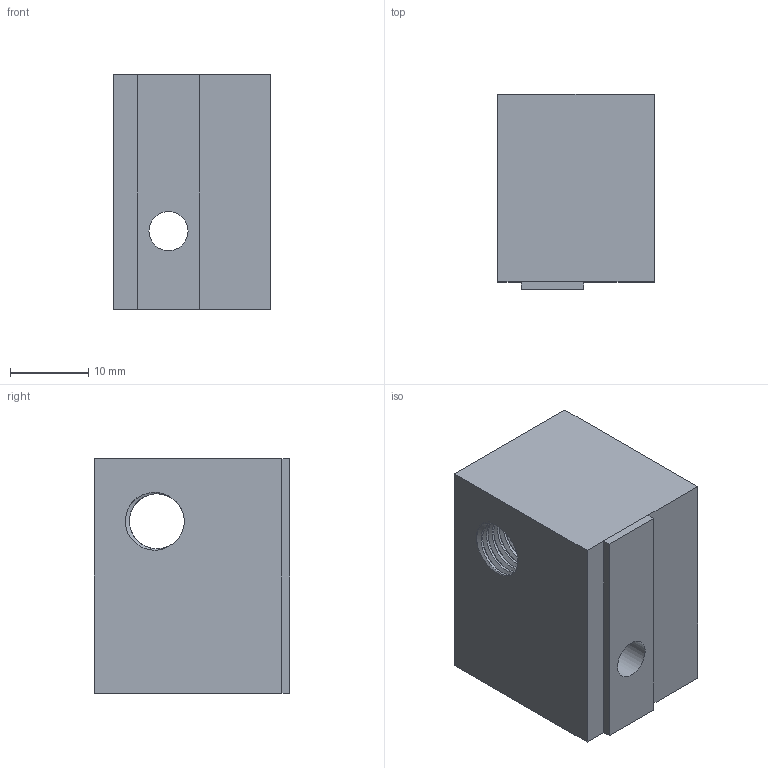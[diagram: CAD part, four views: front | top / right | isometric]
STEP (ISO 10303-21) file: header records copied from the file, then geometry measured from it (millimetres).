
FILE_DESCRIPTION(('FreeCAD Model'),'2;1');
FILE_NAME('Open CASCADE Shape Model','2023-12-10T13:26:25',(''),(''), 'Open CASCADE STEP processor 7.6','FreeCAD','Unknown');
FILE_SCHEMA(('AUTOMOTIVE_DESIGN { 1 0 10303 214 1 1 1 1 }'));
Length unit declared in the file: millimetre
Products named in the file (2): XaxisHomeSensorHolderII; HomeSensorHolderBody
Assembly tree (1 placements, depth 2):
  XaxisHomeSensorHolderII
    HomeSensorHolderBody
Bounding box: 20 x 25 x 30 mm (x, y, z)
Volume: 12452.7 mm3; surface area: 4903 mm2
Topology: 1 solids, 1 shells, 100 faces, 207 edges, 110 vertices
Faces by surface type: bspline 63, cylinder 24, plane 13
Full cylindrical faces by diameter (mm): 5 x1, 7.026 x20, 10 x1
Entity records: 10240 total; most frequent: CARTESIAN_POINT 8611, ORIENTED_EDGE 414, EDGE_CURVE 207, B_SPLINE_CURVE_WITH_KNOTS 150, DIRECTION 143, VERTEX_POINT 110, FACE_BOUND 105, EDGE_LOOP 105
